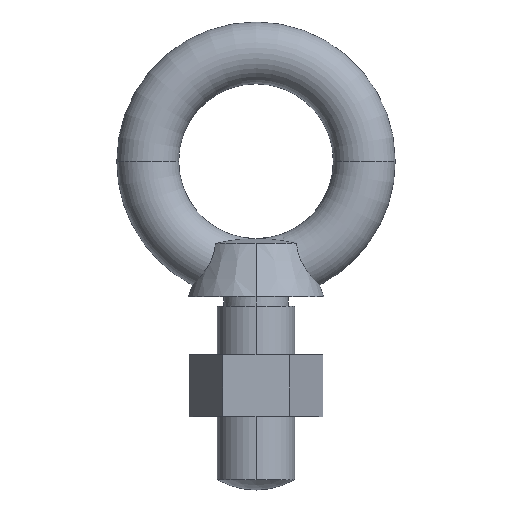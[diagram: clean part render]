
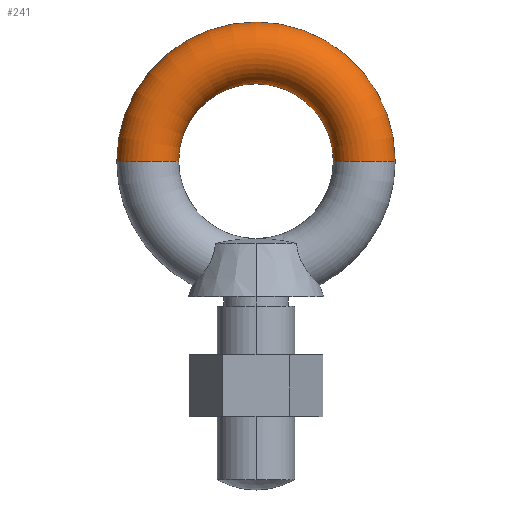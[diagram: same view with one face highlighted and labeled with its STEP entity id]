
A CAD part, top view. The second image highlights one B-rep face of the part: STEP entity #241.
In plain terms, the highlighted toroidal (fillet/blend) face has major radius 28 mm and minor radius 8 mm.
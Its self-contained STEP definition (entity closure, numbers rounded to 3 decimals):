
#24 = VERTEX_POINT ( 'NONE', #383 ) ;
#58 = VERTEX_POINT ( 'NONE', #362 ) ;
#128 = EDGE_CURVE ( 'NONE', #257, #58, #625, .T. ) ;
#143 = VERTEX_POINT ( 'NONE', #574 ) ;
#168 = ORIENTED_EDGE ( 'NONE', *, *, #253, .F. ) ;
#169 = ORIENTED_EDGE ( 'NONE', *, *, #170, .F. ) ;
#170 = EDGE_CURVE ( 'NONE', #257, #143, #705, .T. ) ;
#171 = ORIENTED_EDGE ( 'NONE', *, *, #128, .T. ) ;
#172 = ORIENTED_EDGE ( 'NONE', *, *, #173, .T. ) ;
#173 = EDGE_CURVE ( 'NONE', #58, #24, #700, .T. ) ;
#241 = ADVANCED_FACE ( 'NONE', ( #1005 ), #1003, .T. ) ;
#242 = EDGE_LOOP ( 'NONE', ( #168, #169, #171, #172 ) ) ;
#253 = EDGE_CURVE ( 'NONE', #143, #24, #982, .T. ) ;
#257 = VERTEX_POINT ( 'NONE', #976 ) ;
#362 = CARTESIAN_POINT ( 'NONE',  ( 20., 0., 0. ) ) ;
#383 = CARTESIAN_POINT ( 'NONE',  ( 36., 0., 0. ) ) ;
#574 = CARTESIAN_POINT ( 'NONE',  ( -36., 0., 0. ) ) ;
#621 = DIRECTION ( 'NONE',  ( -1., 0., 0. ) ) ;
#622 = DIRECTION ( 'NONE',  ( 0., 0., -1. ) ) ;
#623 = CARTESIAN_POINT ( 'NONE',  ( 0., 0., 0. ) ) ;
#624 = AXIS2_PLACEMENT_3D ( 'NONE', #623, #622, #621 ) ;
#625 = CIRCLE ( 'NONE', #624, 20. ) ;
#697 = DIRECTION ( 'NONE',  ( -1., 0., 0. ) ) ;
#698 = DIRECTION ( 'NONE',  ( 0., 1., 0. ) ) ;
#699 = AXIS2_PLACEMENT_3D ( 'NONE', #706, #698, #697 ) ;
#700 = CIRCLE ( 'NONE', #699, 8. ) ;
#701 = DIRECTION ( 'NONE',  ( 0., 0., -1. ) ) ;
#702 = DIRECTION ( 'NONE',  ( 0., -1., 0. ) ) ;
#703 = CARTESIAN_POINT ( 'NONE',  ( -28., 0., 0. ) ) ;
#704 = AXIS2_PLACEMENT_3D ( 'NONE', #703, #702, #701 ) ;
#705 = CIRCLE ( 'NONE', #704, 8. ) ;
#706 = CARTESIAN_POINT ( 'NONE',  ( 28., 0., 0. ) ) ;
#976 = CARTESIAN_POINT ( 'NONE',  ( -20., 0., 0. ) ) ;
#978 = DIRECTION ( 'NONE',  ( -1., 0., 0. ) ) ;
#979 = DIRECTION ( 'NONE',  ( 0., 0., -1. ) ) ;
#980 = CARTESIAN_POINT ( 'NONE',  ( 0., 0., 0. ) ) ;
#981 = AXIS2_PLACEMENT_3D ( 'NONE', #980, #979, #978 ) ;
#982 = CIRCLE ( 'NONE', #981, 36. ) ;
#1000 = DIRECTION ( 'NONE',  ( -1., 0., 0. ) ) ;
#1001 = DIRECTION ( 'NONE',  ( 0., 0., -1. ) ) ;
#1002 = AXIS2_PLACEMENT_3D ( 'NONE', #1004, #1001, #1000 ) ;
#1003 = TOROIDAL_SURFACE ( 'NONE', #1002, 28., 8. ) ;
#1004 = CARTESIAN_POINT ( 'NONE',  ( 0., 0., 0. ) ) ;
#1005 = FACE_OUTER_BOUND ( 'NONE', #242, .T. ) ;
